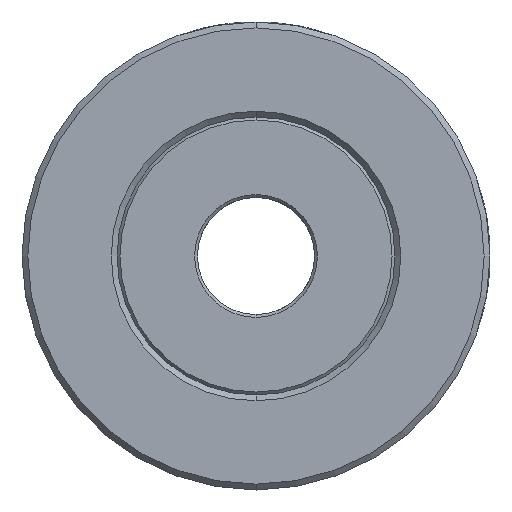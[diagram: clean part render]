
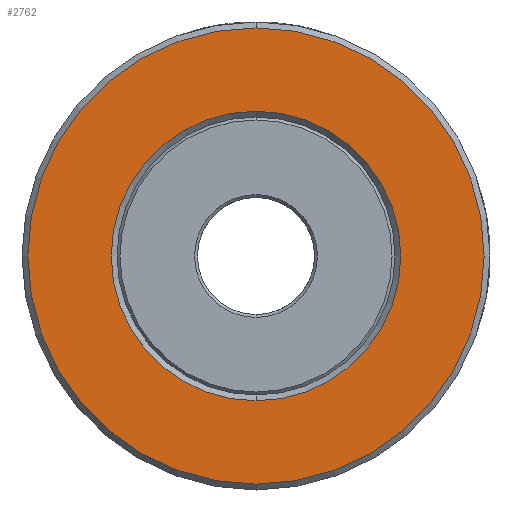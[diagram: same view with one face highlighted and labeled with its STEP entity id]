
A CAD part, front view. The second image highlights one B-rep face of the part: STEP entity #2762.
In plain terms, the highlighted planar face has unit normal (0, -1, 0).
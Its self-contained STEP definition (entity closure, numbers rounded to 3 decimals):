
#499 = CARTESIAN_POINT ( 'NONE',  ( 0., -3.75, -4.95 ) ) ;
#504 = DIRECTION ( 'NONE',  ( 0., 0., 1. ) ) ;
#618 = AXIS2_PLACEMENT_3D ( 'NONE', #6428, #2543, #6405 ) ;
#928 = ORIENTED_EDGE ( 'NONE', *, *, #5951, .T. ) ;
#1168 = DIRECTION ( 'NONE',  ( 0., -1., 0. ) ) ;
#1326 = EDGE_CURVE ( 'NONE', #3748, #2220, #7751, .T. ) ;
#1405 = FACE_BOUND ( 'NONE', #6408, .T. ) ;
#2220 = VERTEX_POINT ( 'NONE', #499 ) ;
#2415 = CARTESIAN_POINT ( 'NONE',  ( 0., -3.75, 0. ) ) ;
#2543 = DIRECTION ( 'NONE',  ( 0., 1., 0. ) ) ;
#2716 = EDGE_LOOP ( 'NONE', ( #928, #7079 ) ) ;
#2762 = ADVANCED_FACE ( 'NONE', ( #1405, #6603 ), #6903, .F. ) ;
#3748 = VERTEX_POINT ( 'NONE', #4921 ) ;
#3763 = CARTESIAN_POINT ( 'NONE',  ( 0., -3.75, 7.8 ) ) ;
#3854 = AXIS2_PLACEMENT_3D ( 'NONE', #2415, #1168, #5730 ) ;
#3872 = EDGE_CURVE ( 'NONE', #5134, #8171, #4228, .T. ) ;
#4101 = ORIENTED_EDGE ( 'NONE', *, *, #5945, .T. ) ;
#4182 = ORIENTED_EDGE ( 'NONE', *, *, #1326, .T. ) ;
#4228 = CIRCLE ( 'NONE', #8172, 7.8 ) ;
#4688 = CARTESIAN_POINT ( 'NONE',  ( 0., -3.75, 0. ) ) ;
#4921 = CARTESIAN_POINT ( 'NONE',  ( 0., -3.75, 4.95 ) ) ;
#5134 = VERTEX_POINT ( 'NONE', #7369 ) ;
#5644 = DIRECTION ( 'NONE',  ( 0., 1., 0. ) ) ;
#5730 = DIRECTION ( 'NONE',  ( 0., 0., 1. ) ) ;
#5761 = CARTESIAN_POINT ( 'NONE',  ( 0., -3.75, 0. ) ) ;
#5945 = EDGE_CURVE ( 'NONE', #2220, #3748, #7381, .T. ) ;
#5951 = EDGE_CURVE ( 'NONE', #8171, #5134, #6996, .T. ) ;
#6245 = AXIS2_PLACEMENT_3D ( 'NONE', #4688, #7987, #8065 ) ;
#6405 = DIRECTION ( 'NONE',  ( 0., 0., 1. ) ) ;
#6408 = EDGE_LOOP ( 'NONE', ( #4101, #4182 ) ) ;
#6428 = CARTESIAN_POINT ( 'NONE',  ( 0., -3.75, 0. ) ) ;
#6603 = FACE_OUTER_BOUND ( 'NONE', #2716, .T. ) ;
#6903 = PLANE ( 'NONE',  #618 ) ;
#6996 = CIRCLE ( 'NONE', #3854, 7.8 ) ;
#7079 = ORIENTED_EDGE ( 'NONE', *, *, #3872, .T. ) ;
#7175 = CARTESIAN_POINT ( 'NONE',  ( 0., -3.75, 0. ) ) ;
#7369 = CARTESIAN_POINT ( 'NONE',  ( 0., -3.75, -7.8 ) ) ;
#7381 = CIRCLE ( 'NONE', #8135, 4.95 ) ;
#7751 = CIRCLE ( 'NONE', #6245, 4.95 ) ;
#7813 = DIRECTION ( 'NONE',  ( 0., 0., 1. ) ) ;
#7841 = DIRECTION ( 'NONE',  ( 0., -1., 0. ) ) ;
#7987 = DIRECTION ( 'NONE',  ( 0., 1., 0. ) ) ;
#8065 = DIRECTION ( 'NONE',  ( 0., 0., 1. ) ) ;
#8135 = AXIS2_PLACEMENT_3D ( 'NONE', #5761, #5644, #504 ) ;
#8171 = VERTEX_POINT ( 'NONE', #3763 ) ;
#8172 = AXIS2_PLACEMENT_3D ( 'NONE', #7175, #7841, #7813 ) ;
